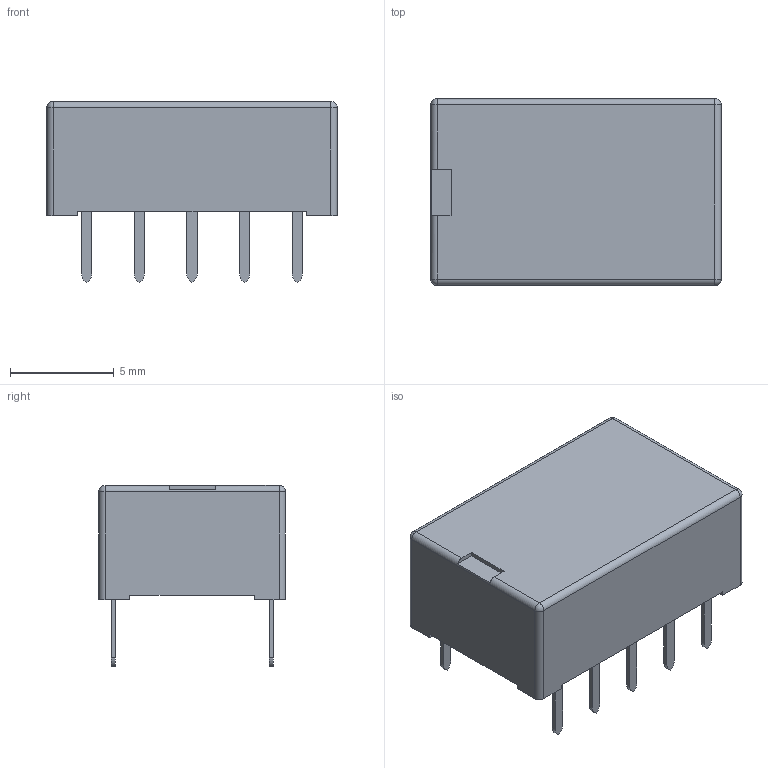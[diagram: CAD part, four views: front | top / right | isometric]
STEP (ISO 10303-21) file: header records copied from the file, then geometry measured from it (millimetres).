
FILE_DESCRIPTION (( 'STEP AP214' ), '1' );
FILE_NAME ('RELAY-TH_AXXW-K.step', '2022-07-09T13:00:40', ( '' ), ( '' ), 'SwSTEP 2.0', 'SolidWorks 2020', '' );
FILE_SCHEMA (( 'AUTOMOTIVE_DESIGN' ));
Length unit declared in the file: millimetre
Products named in the file (1): RELAY-TH_AXXW-K
Bounding box: 14 x 9.01 x 8.73 mm (x, y, z)
Volume: 670.3 mm3; surface area: 539.9 mm2
Topology: 1 solids, 1 shells, 385 faces, 1033 edges, 682 vertices
Faces by surface type: plane 241, bspline 112, cylinder 28, sphere 4
Entity records: 16189 total; most frequent: CARTESIAN_POINT 4201, ORIENTED_EDGE 2058, DIRECTION 1407, EDGE_CURVE 1029, LINE 743, VECTOR 743, VERTEX_POINT 682, EDGE_LOOP 421
